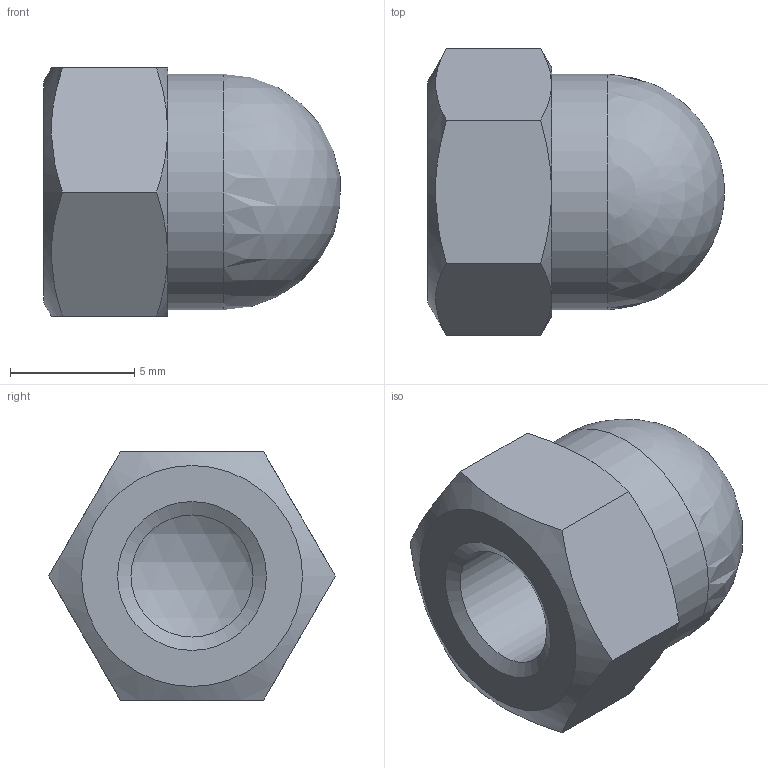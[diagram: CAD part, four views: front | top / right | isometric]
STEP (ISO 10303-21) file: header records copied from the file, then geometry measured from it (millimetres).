
FILE_DESCRIPTION(/* description */ ('Dado esagonale con calotta sferica'),/* implementation_level */ '2;1');
FILE_NAME(/* name */ 'DIN 1587 M6_ipt_1be3ff2a.STEP',/* time_stamp */ '2020-02-10T12:18:26+01:00',/* author */ ('socci'),/* organization */ (''),/* preprocessor_version */ 'ST-DEVELOPER v18',/* originating_system */ 'Autodesk Inventor 2020',/* authorisation */ '');
FILE_SCHEMA (('AUTOMOTIVE_DESIGN { 1 0 10303 214 3 1 1 }'));
Length unit declared in the file: millimetre
Products named in the file (1): DIN 1587 - M6(1)
Bounding box: 11.97 x 11.55 x 10 mm (x, y, z)
Volume: 649.9 mm3; surface area: 588.9 mm2
Topology: 1 solids, 1 shells, 20 faces, 51 edges, 32 vertices
Faces by surface type: cone 9, plane 8, cylinder 2, sphere 1
Full cylindrical faces by diameter (mm): 4.917 x1, 9.5 x1
Entity records: 614 total; most frequent: CARTESIAN_POINT 137, ORIENTED_EDGE 96, DIRECTION 91, EDGE_CURVE 48, AXIS2_PLACEMENT_3D 40, VERTEX_POINT 32, EDGE_LOOP 22, FACE_OUTER_BOUND 20
